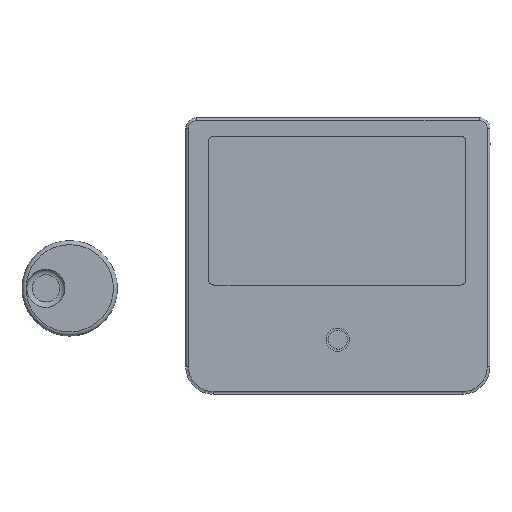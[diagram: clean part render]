
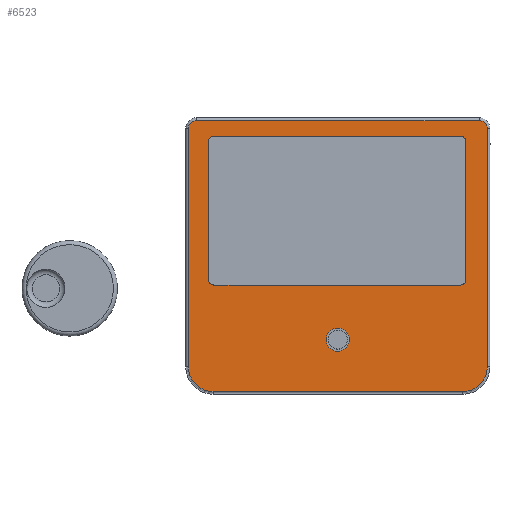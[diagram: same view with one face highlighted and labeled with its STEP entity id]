
A CAD part, front view. The second image highlights one B-rep face of the part: STEP entity #6523.
In plain terms, the highlighted planar face has unit normal (0, -1, 0).
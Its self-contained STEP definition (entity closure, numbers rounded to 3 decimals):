
#94=FACE_BOUND('',#942,.T.);
#95=FACE_BOUND('',#943,.T.);
#273=CIRCLE('',#7011,2.);
#274=CIRCLE('',#7014,2.);
#275=CIRCLE('',#7017,2.);
#276=CIRCLE('',#7020,2.);
#277=CIRCLE('',#7025,4.25);
#278=CIRCLE('',#7027,9.);
#279=CIRCLE('',#7028,3.);
#280=CIRCLE('',#7029,3.);
#281=CIRCLE('',#7030,9.);
#550=FACE_OUTER_BOUND('',#941,.T.);
#941=EDGE_LOOP('',(#5101,#5102,#5103,#5104,#5105,#5106,#5107,#5108));
#942=EDGE_LOOP('',(#5109,#5110,#5111,#5112,#5113,#5114,#5115,#5116));
#943=EDGE_LOOP('',(#5117));
#1518=LINE('',#10057,#2278);
#1521=LINE('',#10065,#2281);
#1524=LINE('',#10073,#2284);
#1526=LINE('',#10079,#2286);
#1531=LINE('',#10092,#2291);
#1532=LINE('',#10096,#2292);
#1533=LINE('',#10100,#2293);
#1534=LINE('',#10104,#2294);
#2278=VECTOR('',#8173,10.);
#2281=VECTOR('',#8182,10.);
#2284=VECTOR('',#8191,10.);
#2286=VECTOR('',#8199,10.);
#2291=VECTOR('',#8214,10.);
#2292=VECTOR('',#8217,10.);
#2293=VECTOR('',#8220,10.);
#2294=VECTOR('',#8223,10.);
#2965=VERTEX_POINT('',#10049);
#2966=VERTEX_POINT('',#10051);
#2967=VERTEX_POINT('',#10055);
#2968=VERTEX_POINT('',#10059);
#2969=VERTEX_POINT('',#10063);
#2970=VERTEX_POINT('',#10067);
#2971=VERTEX_POINT('',#10071);
#2972=VERTEX_POINT('',#10075);
#2973=VERTEX_POINT('',#10086);
#2974=VERTEX_POINT('',#10090);
#2975=VERTEX_POINT('',#10091);
#2976=VERTEX_POINT('',#10093);
#2977=VERTEX_POINT('',#10095);
#2978=VERTEX_POINT('',#10097);
#2979=VERTEX_POINT('',#10099);
#2980=VERTEX_POINT('',#10101);
#2981=VERTEX_POINT('',#10103);
#3717=EDGE_CURVE('',#2966,#2965,#273,.T.);
#3720=EDGE_CURVE('',#2965,#2967,#1518,.T.);
#3722=EDGE_CURVE('',#2967,#2968,#274,.T.);
#3724=EDGE_CURVE('',#2968,#2969,#1521,.T.);
#3726=EDGE_CURVE('',#2969,#2970,#275,.T.);
#3728=EDGE_CURVE('',#2970,#2971,#1524,.T.);
#3730=EDGE_CURVE('',#2971,#2972,#276,.T.);
#3731=EDGE_CURVE('',#2972,#2966,#1526,.T.);
#3736=EDGE_CURVE('',#2973,#2973,#277,.T.);
#3737=EDGE_CURVE('',#2974,#2975,#1531,.T.);
#3738=EDGE_CURVE('',#2976,#2974,#278,.T.);
#3739=EDGE_CURVE('',#2977,#2976,#1532,.T.);
#3740=EDGE_CURVE('',#2978,#2977,#279,.T.);
#3741=EDGE_CURVE('',#2979,#2978,#1533,.T.);
#3742=EDGE_CURVE('',#2980,#2979,#280,.T.);
#3743=EDGE_CURVE('',#2981,#2980,#1534,.T.);
#3744=EDGE_CURVE('',#2975,#2981,#281,.T.);
#5101=ORIENTED_EDGE('',*,*,#3737,.F.);
#5102=ORIENTED_EDGE('',*,*,#3738,.F.);
#5103=ORIENTED_EDGE('',*,*,#3739,.F.);
#5104=ORIENTED_EDGE('',*,*,#3740,.F.);
#5105=ORIENTED_EDGE('',*,*,#3741,.F.);
#5106=ORIENTED_EDGE('',*,*,#3742,.F.);
#5107=ORIENTED_EDGE('',*,*,#3743,.F.);
#5108=ORIENTED_EDGE('',*,*,#3744,.F.);
#5109=ORIENTED_EDGE('',*,*,#3717,.T.);
#5110=ORIENTED_EDGE('',*,*,#3720,.T.);
#5111=ORIENTED_EDGE('',*,*,#3722,.T.);
#5112=ORIENTED_EDGE('',*,*,#3724,.T.);
#5113=ORIENTED_EDGE('',*,*,#3726,.T.);
#5114=ORIENTED_EDGE('',*,*,#3728,.T.);
#5115=ORIENTED_EDGE('',*,*,#3730,.T.);
#5116=ORIENTED_EDGE('',*,*,#3731,.T.);
#5117=ORIENTED_EDGE('',*,*,#3736,.T.);
#6211=PLANE('',#7026);
#6523=ADVANCED_FACE('',(#550,#94,#95),#6211,.T.);
#7011=AXIS2_PLACEMENT_3D('',#10052,#8167,#8168);
#7014=AXIS2_PLACEMENT_3D('',#10061,#8177,#8178);
#7017=AXIS2_PLACEMENT_3D('',#10069,#8186,#8187);
#7020=AXIS2_PLACEMENT_3D('',#10077,#8195,#8196);
#7025=AXIS2_PLACEMENT_3D('',#10088,#8210,#8211);
#7026=AXIS2_PLACEMENT_3D('',#10089,#8212,#8213);
#7027=AXIS2_PLACEMENT_3D('',#10094,#8215,#8216);
#7028=AXIS2_PLACEMENT_3D('',#10098,#8218,#8219);
#7029=AXIS2_PLACEMENT_3D('',#10102,#8221,#8222);
#7030=AXIS2_PLACEMENT_3D('',#10105,#8224,#8225);
#8167=DIRECTION('center_axis',(0.,1.,0.));
#8168=DIRECTION('ref_axis',(0.,0.,-1.));
#8173=DIRECTION('',(-1.,0.,0.));
#8177=DIRECTION('center_axis',(0.,1.,0.));
#8178=DIRECTION('ref_axis',(-1.,0.,0.));
#8182=DIRECTION('',(0.,0.,1.));
#8186=DIRECTION('center_axis',(0.,1.,0.));
#8187=DIRECTION('ref_axis',(0.,0.,1.));
#8191=DIRECTION('',(1.,0.,0.));
#8195=DIRECTION('center_axis',(0.,1.,0.));
#8196=DIRECTION('ref_axis',(1.,0.,0.));
#8199=DIRECTION('',(0.,0.,-1.));
#8210=DIRECTION('center_axis',(0.,1.,0.));
#8211=DIRECTION('ref_axis',(-1.,0.,0.));
#8212=DIRECTION('center_axis',(0.,-1.,0.));
#8213=DIRECTION('ref_axis',(-1.,0.,0.));
#8214=DIRECTION('',(-1.,0.,0.));
#8215=DIRECTION('center_axis',(0.,1.,0.));
#8216=DIRECTION('ref_axis',(0.707,0.,-0.707));
#8217=DIRECTION('',(0.,0.,-1.));
#8218=DIRECTION('center_axis',(0.,1.,0.));
#8219=DIRECTION('ref_axis',(0.707,0.,0.707));
#8220=DIRECTION('',(1.,0.,0.));
#8221=DIRECTION('center_axis',(0.,1.,0.));
#8222=DIRECTION('ref_axis',(-0.707,0.,0.707));
#8223=DIRECTION('',(0.,0.,1.));
#8224=DIRECTION('center_axis',(0.,1.,0.));
#8225=DIRECTION('ref_axis',(-0.707,0.,-0.707));
#10049=CARTESIAN_POINT('',(98.15,-9.4,9.2));
#10051=CARTESIAN_POINT('',(100.15,-9.4,11.2));
#10052=CARTESIAN_POINT('Origin',(98.15,-9.4,11.2));
#10055=CARTESIAN_POINT('',(7.85,-9.4,9.2));
#10057=CARTESIAN_POINT('',(5.85,-9.4,9.2));
#10059=CARTESIAN_POINT('',(5.85,-9.4,11.2));
#10061=CARTESIAN_POINT('Origin',(7.85,-9.4,11.2));
#10063=CARTESIAN_POINT('',(5.85,-9.4,61.8));
#10065=CARTESIAN_POINT('',(5.85,-9.4,63.8));
#10067=CARTESIAN_POINT('',(7.85,-9.4,63.8));
#10069=CARTESIAN_POINT('Origin',(7.85,-9.4,61.8));
#10071=CARTESIAN_POINT('',(98.15,-9.4,63.8));
#10073=CARTESIAN_POINT('',(100.15,-9.4,63.8));
#10075=CARTESIAN_POINT('',(100.15,-9.4,61.8));
#10077=CARTESIAN_POINT('Origin',(98.15,-9.4,61.8));
#10079=CARTESIAN_POINT('',(100.15,-9.4,9.2));
#10086=CARTESIAN_POINT('',(57.5,-9.4,-10.8));
#10088=CARTESIAN_POINT('Origin',(53.25,-9.4,-10.8));
#10089=CARTESIAN_POINT('Origin',(53.25,-9.4,19.85));
#10090=CARTESIAN_POINT('',(99.,-9.4,-29.8));
#10091=CARTESIAN_POINT('',(7.5,-9.4,-29.8));
#10092=CARTESIAN_POINT('',(30.375,-9.4,-29.8));
#10093=CARTESIAN_POINT('',(108.,-9.4,-20.8));
#10094=CARTESIAN_POINT('Origin',(99.,-9.4,-20.8));
#10095=CARTESIAN_POINT('',(108.,-9.4,66.5));
#10096=CARTESIAN_POINT('',(108.,-9.4,-0.475));
#10097=CARTESIAN_POINT('',(105.,-9.4,69.5));
#10098=CARTESIAN_POINT('Origin',(105.,-9.4,66.5));
#10099=CARTESIAN_POINT('',(1.5,-9.4,69.5));
#10100=CARTESIAN_POINT('',(79.125,-9.4,69.5));
#10101=CARTESIAN_POINT('',(-1.5,-9.4,66.5));
#10102=CARTESIAN_POINT('Origin',(1.5,-9.4,66.5));
#10103=CARTESIAN_POINT('',(-1.5,-9.4,-20.8));
#10104=CARTESIAN_POINT('',(-1.5,-9.4,43.175));
#10105=CARTESIAN_POINT('Origin',(7.5,-9.4,-20.8));
